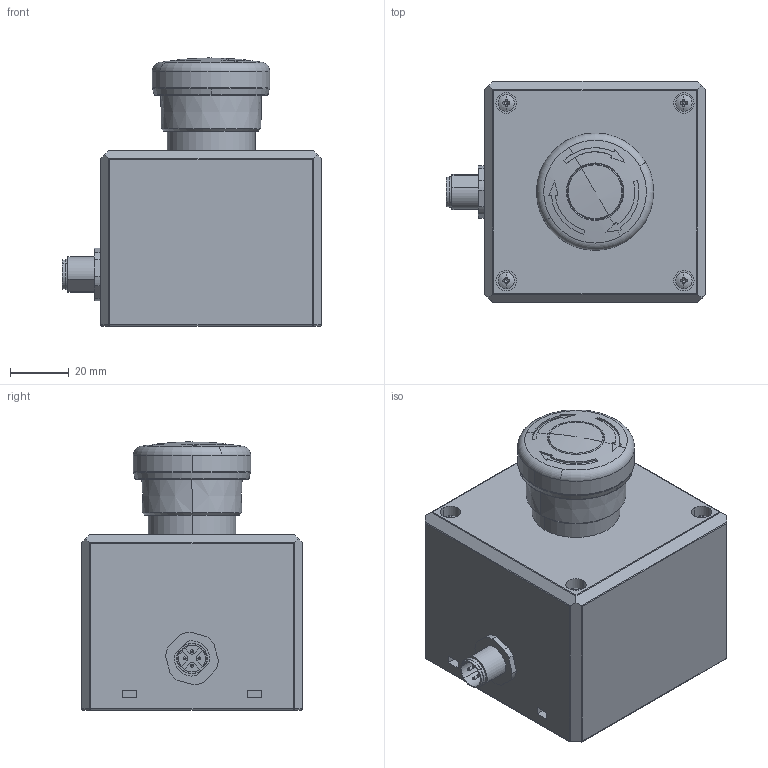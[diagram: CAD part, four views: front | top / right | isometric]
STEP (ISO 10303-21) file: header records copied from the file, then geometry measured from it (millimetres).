
FILE_DESCRIPTION((''),'2;1');
FILE_NAME('NOTAUSSCHALTER_SW0004','2012-01-18T',('dhelisch'),(''),'PRO/ENGINEER BY PARAMETRIC TECHNOLOGY CORPORATION, 2007250','PRO/ENGINEER BY PARAMETRIC TECHNOLOGY CORPORATION, 2007250','');
FILE_SCHEMA(('CONFIG_CONTROL_DESIGN'));
Length unit declared in the file: millimetre
Products named in the file (1): NOTAUSSCHALTER_SW0004
Bounding box: 88.6 x 75.6 x 91.5 mm (x, y, z)
Volume: 364361.6 mm3; surface area: 38132.9 mm2
Topology: 1 solids, 2 shells, 471 faces, 1263 edges, 814 vertices
Faces by surface type: plane 227, cylinder 147, cone 52, sphere 31, torus 14
Entity records: 17294 total; most frequent: CARTESIAN_POINT 3666, ORIENTED_EDGE 2490, DIRECTION 2447, EDGE_CURVE 1245, AXIS2_PLACEMENT_3D 967, VERTEX_POINT 814, EDGE_LOOP 517, VECTOR 513
